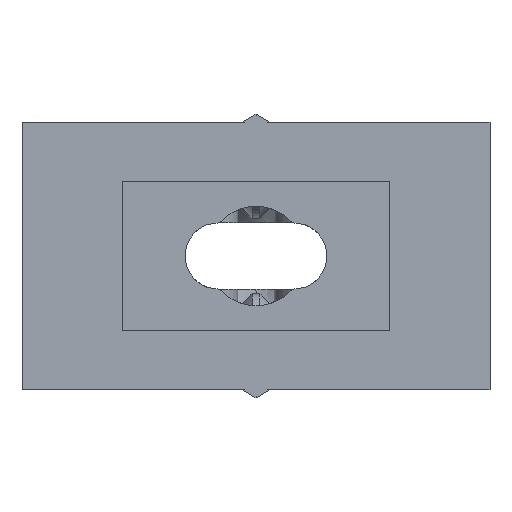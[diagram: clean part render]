
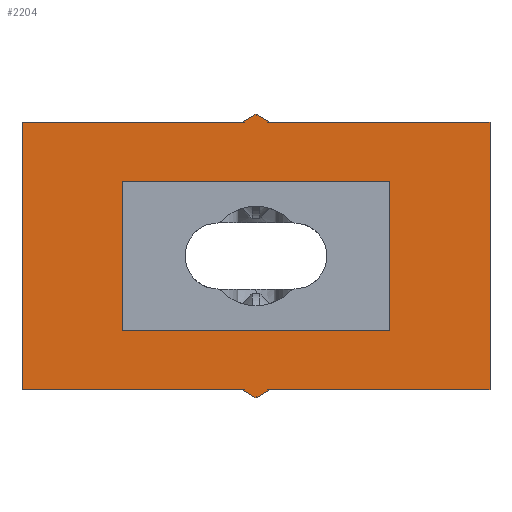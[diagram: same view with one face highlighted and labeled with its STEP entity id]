
A CAD part, front view. The second image highlights one B-rep face of the part: STEP entity #2204.
In plain terms, the highlighted planar face has unit normal (0, -1, 0).
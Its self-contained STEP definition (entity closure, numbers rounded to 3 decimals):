
#80 = VECTOR ( 'NONE', #3356, 1000. ) ;
#127 = EDGE_CURVE ( 'NONE', #4915, #341, #5108, .T. ) ;
#184 = LINE ( 'NONE', #3904, #7100 ) ;
#263 = CARTESIAN_POINT ( 'NONE',  ( 0., 0., 9. ) ) ;
#327 = CARTESIAN_POINT ( 'NONE',  ( 0.866, 0., -8.5 ) ) ;
#329 = FACE_BOUND ( 'NONE', #6003, .T. ) ;
#337 = DIRECTION ( 'NONE',  ( 1., 0., 0. ) ) ;
#341 = VERTEX_POINT ( 'NONE', #263 ) ;
#344 = EDGE_CURVE ( 'NONE', #341, #7124, #3669, .T. ) ;
#371 = CARTESIAN_POINT ( 'NONE',  ( -13.5, 0., -8.5 ) ) ;
#404 = CARTESIAN_POINT ( 'NONE',  ( 0., 0., 9. ) ) ;
#619 = VECTOR ( 'NONE', #767, 1000. ) ;
#703 = VERTEX_POINT ( 'NONE', #327 ) ;
#767 = DIRECTION ( 'NONE',  ( 1., 0., 0. ) ) ;
#831 = ORIENTED_EDGE ( 'NONE', *, *, #5357, .F. ) ;
#844 = VECTOR ( 'NONE', #6595, 1000. ) ;
#865 = LINE ( 'NONE', #6812, #1536 ) ;
#934 = VECTOR ( 'NONE', #5220, 1000. ) ;
#1179 = VECTOR ( 'NONE', #5462, 1000. ) ;
#1281 = CARTESIAN_POINT ( 'NONE',  ( -14.85, 0., 19.086 ) ) ;
#1399 = EDGE_CURVE ( 'NONE', #1774, #2725, #6826, .T. ) ;
#1405 = VECTOR ( 'NONE', #337, 1000. ) ;
#1431 = ORIENTED_EDGE ( 'NONE', *, *, #5341, .T. ) ;
#1434 = CARTESIAN_POINT ( 'NONE',  ( 0., 0., -9. ) ) ;
#1491 = EDGE_CURVE ( 'NONE', #6834, #4920, #3641, .T. ) ;
#1500 = FACE_OUTER_BOUND ( 'NONE', #5822, .T. ) ;
#1536 = VECTOR ( 'NONE', #1869, 1000. ) ;
#1725 = CARTESIAN_POINT ( 'NONE',  ( -0.866, 0., -8.5 ) ) ;
#1749 = VERTEX_POINT ( 'NONE', #4967 ) ;
#1755 = DIRECTION ( 'NONE',  ( 0., 0., -1. ) ) ;
#1774 = VERTEX_POINT ( 'NONE', #4489 ) ;
#1869 = DIRECTION ( 'NONE',  ( -1., 0., 0. ) ) ;
#2001 = ORIENTED_EDGE ( 'NONE', *, *, #3635, .F. ) ;
#2055 = DIRECTION ( 'NONE',  ( -0.866, 0., -0.5 ) ) ;
#2202 = LINE ( 'NONE', #4382, #844 ) ;
#2204 = ADVANCED_FACE ( 'NONE', ( #1500, #329 ), #3695, .F. ) ;
#2259 = EDGE_CURVE ( 'NONE', #6394, #4177, #6228, .T. ) ;
#2266 = CARTESIAN_POINT ( 'NONE',  ( -13.5, 0., 8.5 ) ) ;
#2358 = ORIENTED_EDGE ( 'NONE', *, *, #127, .T. ) ;
#2565 = DIRECTION ( 'NONE',  ( 1., 0., 0. ) ) ;
#2608 = CARTESIAN_POINT ( 'NONE',  ( -8.5, 0., -4.75 ) ) ;
#2725 = VERTEX_POINT ( 'NONE', #3615 ) ;
#2886 = DIRECTION ( 'NONE',  ( -0.866, 0., 0.5 ) ) ;
#3074 = LINE ( 'NONE', #5755, #1405 ) ;
#3108 = DIRECTION ( 'NONE',  ( 0., 0., 1. ) ) ;
#3120 = CARTESIAN_POINT ( 'NONE',  ( 0.866, 0., 8.5 ) ) ;
#3285 = CARTESIAN_POINT ( 'NONE',  ( -13.5, 0., -8.5 ) ) ;
#3319 = EDGE_CURVE ( 'NONE', #4177, #6042, #6640, .T. ) ;
#3329 = CARTESIAN_POINT ( 'NONE',  ( 8.5, 0., 4.75 ) ) ;
#3356 = DIRECTION ( 'NONE',  ( 1., 0., 0. ) ) ;
#3477 = VECTOR ( 'NONE', #2565, 1000. ) ;
#3542 = DIRECTION ( 'NONE',  ( 0., 0., -1. ) ) ;
#3597 = LINE ( 'NONE', #3630, #619 ) ;
#3615 = CARTESIAN_POINT ( 'NONE',  ( 14.85, 0., -8.5 ) ) ;
#3617 = AXIS2_PLACEMENT_3D ( 'NONE', #2266, #4297, #3771 ) ;
#3630 = CARTESIAN_POINT ( 'NONE',  ( -8.5, 0., -4.75 ) ) ;
#3635 = EDGE_CURVE ( 'NONE', #703, #1749, #184, .T. ) ;
#3641 = LINE ( 'NONE', #4171, #5028 ) ;
#3669 = LINE ( 'NONE', #404, #4203 ) ;
#3695 = PLANE ( 'NONE',  #3617 ) ;
#3771 = DIRECTION ( 'NONE',  ( 0., 0., 1. ) ) ;
#3814 = LINE ( 'NONE', #6038, #1179 ) ;
#3904 = CARTESIAN_POINT ( 'NONE',  ( 3.464, 0., -7. ) ) ;
#3918 = ORIENTED_EDGE ( 'NONE', *, *, #6254, .F. ) ;
#3946 = CARTESIAN_POINT ( 'NONE',  ( 8.5, 0., -4.75 ) ) ;
#4171 = CARTESIAN_POINT ( 'NONE',  ( 8.5, 0., 4.75 ) ) ;
#4177 = VERTEX_POINT ( 'NONE', #4625 ) ;
#4203 = VECTOR ( 'NONE', #2055, 1000. ) ;
#4297 = DIRECTION ( 'NONE',  ( 0., 1., 0. ) ) ;
#4382 = CARTESIAN_POINT ( 'NONE',  ( -13.5, 0., 8.5 ) ) ;
#4425 = VERTEX_POINT ( 'NONE', #6682 ) ;
#4489 = CARTESIAN_POINT ( 'NONE',  ( 14.85, 0., 8.5 ) ) ;
#4615 = ORIENTED_EDGE ( 'NONE', *, *, #5830, .F. ) ;
#4625 = CARTESIAN_POINT ( 'NONE',  ( -14.85, 0., -8.5 ) ) ;
#4649 = ORIENTED_EDGE ( 'NONE', *, *, #1491, .F. ) ;
#4672 = VECTOR ( 'NONE', #2886, 1000. ) ;
#4729 = ORIENTED_EDGE ( 'NONE', *, *, #7051, .F. ) ;
#4879 = ORIENTED_EDGE ( 'NONE', *, *, #5522, .F. ) ;
#4915 = VERTEX_POINT ( 'NONE', #3120 ) ;
#4920 = VERTEX_POINT ( 'NONE', #3329 ) ;
#4967 = CARTESIAN_POINT ( 'NONE',  ( 0., 0., -9. ) ) ;
#5028 = VECTOR ( 'NONE', #3108, 1000. ) ;
#5108 = LINE ( 'NONE', #6167, #4672 ) ;
#5111 = VECTOR ( 'NONE', #1755, 1000. ) ;
#5149 = VECTOR ( 'NONE', #3542, 1000. ) ;
#5220 = DIRECTION ( 'NONE',  ( -0.866, 0., 0.5 ) ) ;
#5304 = EDGE_CURVE ( 'NONE', #6394, #7124, #2202, .T. ) ;
#5308 = LINE ( 'NONE', #371, #3477 ) ;
#5341 = EDGE_CURVE ( 'NONE', #703, #2725, #5308, .T. ) ;
#5344 = ORIENTED_EDGE ( 'NONE', *, *, #1399, .F. ) ;
#5357 = EDGE_CURVE ( 'NONE', #4915, #1774, #3074, .T. ) ;
#5442 = ORIENTED_EDGE ( 'NONE', *, *, #344, .T. ) ;
#5462 = DIRECTION ( 'NONE',  ( 0., 0., -1. ) ) ;
#5464 = VERTEX_POINT ( 'NONE', #2608 ) ;
#5504 = CARTESIAN_POINT ( 'NONE',  ( -14.85, 0., 8.5 ) ) ;
#5522 = EDGE_CURVE ( 'NONE', #4425, #5464, #3814, .T. ) ;
#5755 = CARTESIAN_POINT ( 'NONE',  ( -13.5, 0., 8.5 ) ) ;
#5822 = EDGE_LOOP ( 'NONE', ( #2001, #1431, #5344, #831, #2358, #5442, #6479, #6574, #6814, #4729 ) ) ;
#5823 = CARTESIAN_POINT ( 'NONE',  ( 14.85, 0., 19.086 ) ) ;
#5830 = EDGE_CURVE ( 'NONE', #5464, #6834, #3597, .T. ) ;
#6003 = EDGE_LOOP ( 'NONE', ( #4615, #4879, #3918, #4649 ) ) ;
#6038 = CARTESIAN_POINT ( 'NONE',  ( -8.5, 0., 4.75 ) ) ;
#6042 = VERTEX_POINT ( 'NONE', #1725 ) ;
#6095 = DIRECTION ( 'NONE',  ( -0.866, 0., -0.5 ) ) ;
#6167 = CARTESIAN_POINT ( 'NONE',  ( 3.464, 0., 7. ) ) ;
#6228 = LINE ( 'NONE', #1281, #5111 ) ;
#6254 = EDGE_CURVE ( 'NONE', #4920, #4425, #865, .T. ) ;
#6394 = VERTEX_POINT ( 'NONE', #5504 ) ;
#6412 = LINE ( 'NONE', #1434, #934 ) ;
#6479 = ORIENTED_EDGE ( 'NONE', *, *, #5304, .F. ) ;
#6574 = ORIENTED_EDGE ( 'NONE', *, *, #2259, .T. ) ;
#6595 = DIRECTION ( 'NONE',  ( 1., 0., 0. ) ) ;
#6640 = LINE ( 'NONE', #3285, #80 ) ;
#6682 = CARTESIAN_POINT ( 'NONE',  ( -8.5, 0., 4.75 ) ) ;
#6812 = CARTESIAN_POINT ( 'NONE',  ( -8.5, 0., 4.75 ) ) ;
#6814 = ORIENTED_EDGE ( 'NONE', *, *, #3319, .T. ) ;
#6826 = LINE ( 'NONE', #5823, #5149 ) ;
#6834 = VERTEX_POINT ( 'NONE', #3946 ) ;
#6964 = CARTESIAN_POINT ( 'NONE',  ( -0.866, 0., 8.5 ) ) ;
#7051 = EDGE_CURVE ( 'NONE', #1749, #6042, #6412, .T. ) ;
#7100 = VECTOR ( 'NONE', #6095, 1000. ) ;
#7124 = VERTEX_POINT ( 'NONE', #6964 ) ;
